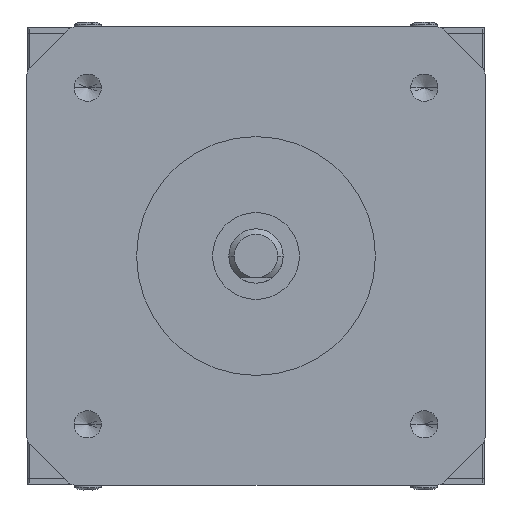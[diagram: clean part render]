
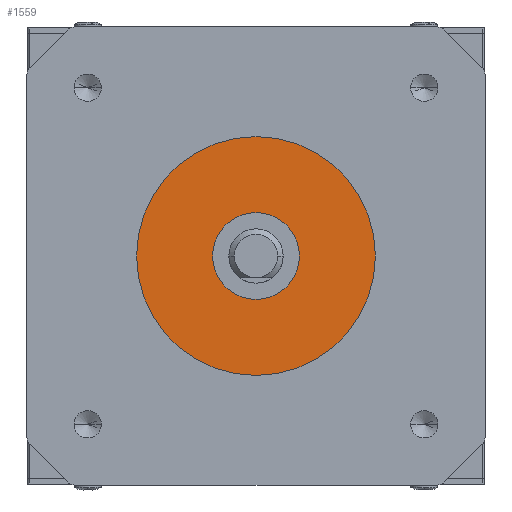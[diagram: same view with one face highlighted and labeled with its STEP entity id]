
A CAD part, front view. The second image highlights one B-rep face of the part: STEP entity #1559.
In plain terms, the highlighted face is planar.
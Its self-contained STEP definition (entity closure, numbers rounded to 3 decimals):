
#1559 = ADVANCED_FACE ( 'NONE', ( #17388, #8288 ), #19430, .T. ) ;
#1619 = CIRCLE ( 'NONE', #12464, 11. ) ;
#1692 = AXIS2_PLACEMENT_3D ( 'NONE', #16702, #6402, #18401 ) ;
#2734 = CARTESIAN_POINT ( 'NONE',  ( 0., 0., -42. ) ) ;
#3695 = CARTESIAN_POINT ( 'NONE',  ( 0., 0., -42. ) ) ;
#4112 = VERTEX_POINT ( 'NONE', #18528 ) ;
#4272 = CARTESIAN_POINT ( 'NONE',  ( -4., 0., -42. ) ) ;
#4469 = DIRECTION ( 'NONE',  ( -1., 0., 0. ) ) ;
#4654 = CARTESIAN_POINT ( 'NONE',  ( 0., 0., -42. ) ) ;
#5107 = AXIS2_PLACEMENT_3D ( 'NONE', #15067, #14457, #15293 ) ;
#5422 = DIRECTION ( 'NONE',  ( -1., 0., 0. ) ) ;
#6364 = DIRECTION ( 'NONE',  ( -1., 0., 0. ) ) ;
#6402 = DIRECTION ( 'NONE',  ( 0., 0., -1. ) ) ;
#6647 = EDGE_CURVE ( 'NONE', #13450, #15542, #11686, .T. ) ;
#6961 = EDGE_CURVE ( 'NONE', #15542, #13450, #9344, .T. ) ;
#8288 = FACE_BOUND ( 'NONE', #10862, .T. ) ;
#9344 = CIRCLE ( 'NONE', #12591, 4. ) ;
#9639 = EDGE_CURVE ( 'NONE', #4112, #15998, #11629, .T. ) ;
#10862 = EDGE_LOOP ( 'NONE', ( #15184, #18042 ) ) ;
#10943 = CARTESIAN_POINT ( 'NONE',  ( 4., 0., -42. ) ) ;
#11629 = CIRCLE ( 'NONE', #1692, 11. ) ;
#11686 = CIRCLE ( 'NONE', #20323, 4. ) ;
#12464 = AXIS2_PLACEMENT_3D ( 'NONE', #4654, #16663, #6364 ) ;
#12591 = AXIS2_PLACEMENT_3D ( 'NONE', #3695, #15711, #5422 ) ;
#12890 = ORIENTED_EDGE ( 'NONE', *, *, #15239, .T. ) ;
#13450 = VERTEX_POINT ( 'NONE', #4272 ) ;
#14457 = DIRECTION ( 'NONE',  ( 0., 0., -1. ) ) ;
#14742 = DIRECTION ( 'NONE',  ( 0., 0., -1. ) ) ;
#15067 = CARTESIAN_POINT ( 'NONE',  ( 0., 0., -42. ) ) ;
#15184 = ORIENTED_EDGE ( 'NONE', *, *, #6961, .F. ) ;
#15239 = EDGE_CURVE ( 'NONE', #15998, #4112, #1619, .T. ) ;
#15293 = DIRECTION ( 'NONE',  ( -1., 0., 0. ) ) ;
#15382 = ORIENTED_EDGE ( 'NONE', *, *, #9639, .T. ) ;
#15542 = VERTEX_POINT ( 'NONE', #10943 ) ;
#15569 = CARTESIAN_POINT ( 'NONE',  ( 11., 0., -42. ) ) ;
#15711 = DIRECTION ( 'NONE',  ( 0., 0., -1. ) ) ;
#15998 = VERTEX_POINT ( 'NONE', #15569 ) ;
#16663 = DIRECTION ( 'NONE',  ( 0., 0., -1. ) ) ;
#16702 = CARTESIAN_POINT ( 'NONE',  ( 0., 0., -42. ) ) ;
#17388 = FACE_OUTER_BOUND ( 'NONE', #21854, .T. ) ;
#18042 = ORIENTED_EDGE ( 'NONE', *, *, #6647, .F. ) ;
#18401 = DIRECTION ( 'NONE',  ( -1., 0., 0. ) ) ;
#18528 = CARTESIAN_POINT ( 'NONE',  ( -11., 0., -42. ) ) ;
#19430 = PLANE ( 'NONE',  #5107 ) ;
#20323 = AXIS2_PLACEMENT_3D ( 'NONE', #2734, #14742, #4469 ) ;
#21854 = EDGE_LOOP ( 'NONE', ( #12890, #15382 ) ) ;
